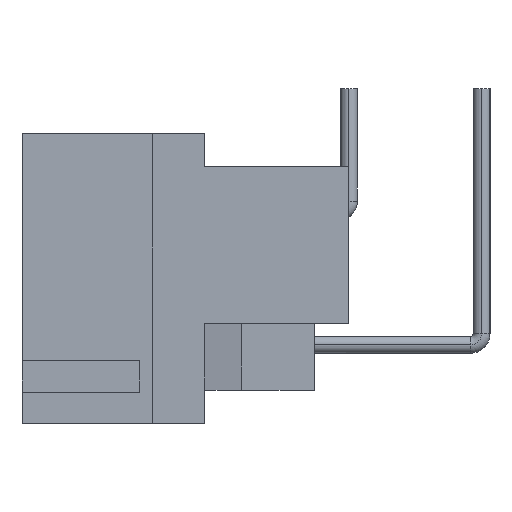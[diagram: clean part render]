
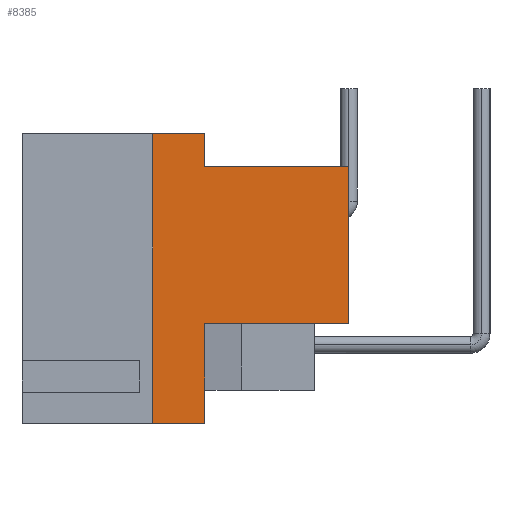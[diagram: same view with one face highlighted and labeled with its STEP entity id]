
A CAD part, left-side view. The second image highlights one B-rep face of the part: STEP entity #8385.
In plain terms, the highlighted planar face has unit normal (-1, 0, 0).
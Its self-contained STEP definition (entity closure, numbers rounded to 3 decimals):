
#173=DIRECTION('',(0.,0.,1.));
#174=VECTOR('',#173,3.83);
#175=CARTESIAN_POINT('',(-27.,-7.,-5.55));
#176=LINE('4417',#175,#174);
#177=DIRECTION('',(0.,-1.,0.));
#178=VECTOR('',#177,2.);
#179=CARTESIAN_POINT('',(-27.,-5.,-5.55));
#180=LINE('4407',#179,#178);
#181=DIRECTION('',(0.,0.,-1.));
#182=VECTOR('',#181,11.1);
#183=CARTESIAN_POINT('',(-27.,-5.,5.55));
#184=LINE('4406',#183,#182);
#185=DIRECTION('',(0.,1.,0.));
#186=VECTOR('',#185,2.);
#187=CARTESIAN_POINT('',(-27.,-7.,5.55));
#188=LINE('4405',#187,#186);
#189=DIRECTION('',(0.,0.,1.));
#190=VECTOR('',#189,1.27);
#191=CARTESIAN_POINT('',(-27.,-7.,4.28));
#192=LINE('4418',#191,#190);
#193=DIRECTION('',(0.,1.,0.));
#194=VECTOR('',#193,5.5);
#195=CARTESIAN_POINT('',(-27.,-12.5,4.28));
#196=LINE('4413',#195,#194);
#201=DIRECTION('',(0.,-1.,0.));
#202=VECTOR('',#201,5.5);
#203=CARTESIAN_POINT('',(-27.,-7.,-1.72));
#204=LINE('4414',#203,#202);
#1525=DIRECTION('',(0.,0.,1.));
#1526=VECTOR('',#1525,6.);
#1527=CARTESIAN_POINT('',(-27.,-12.5,-1.72));
#1528=LINE('4388',#1527,#1526);
#6363=CARTESIAN_POINT('',(-27.,-12.5,4.28));
#6364=VERTEX_POINT('',#6363);
#6917=CARTESIAN_POINT('',(-27.,-12.5,-1.72));
#6919=VERTEX_POINT('',#6917);
#6949=CARTESIAN_POINT('',(-27.,-7.,5.55));
#6950=CARTESIAN_POINT('',(-27.,-5.,5.55));
#6951=VERTEX_POINT('',#6949);
#6952=VERTEX_POINT('',#6950);
#6953=CARTESIAN_POINT('',(-27.,-5.,-5.55));
#6954=VERTEX_POINT('',#6953);
#6955=CARTESIAN_POINT('',(-27.,-7.,-5.55));
#6956=VERTEX_POINT('',#6955);
#6965=CARTESIAN_POINT('',(-27.,-7.,-1.72));
#6966=VERTEX_POINT('',#6965);
#6967=CARTESIAN_POINT('',(-27.,-7.,4.28));
#6968=VERTEX_POINT('',#6967);
#8365=CARTESIAN_POINT('',(-27.,0.,-5.55));
#8366=DIRECTION('',(-1.,0.,0.));
#8367=DIRECTION('',(0.,0.,1.));
#8368=AXIS2_PLACEMENT_3D('',#8365,#8366,#8367);
#8369=PLANE('3578',#8368);
#8371=ORIENTED_EDGE('4414',*,*,#8370,.F.);
#8373=ORIENTED_EDGE('4417',*,*,#8372,.F.);
#8375=ORIENTED_EDGE('4407',*,*,#8374,.F.);
#8377=ORIENTED_EDGE('4406',*,*,#8376,.F.);
#8378=ORIENTED_EDGE('4405',*,*,#8285,.F.);
#8379=ORIENTED_EDGE('4418',*,*,#8360,.F.);
#8380=ORIENTED_EDGE('4413',*,*,#8335,.F.);
#8382=ORIENTED_EDGE('4388',*,*,#8381,.F.);
#8383=EDGE_LOOP('3578',(#8371,#8373,#8375,#8377,#8378,#8379,#8380,#8382));
#8384=FACE_OUTER_BOUND('3578',#8383,.F.);
#8385=ADVANCED_FACE('3578',(#8384),#8369,.T.);
#8285=EDGE_CURVE('4405',#6951,#6952,#188,.T.);
#8335=EDGE_CURVE('4413',#6364,#6968,#196,.T.);
#8360=EDGE_CURVE('4418',#6968,#6951,#192,.T.);
#8370=EDGE_CURVE('4414',#6966,#6919,#204,.T.);
#8372=EDGE_CURVE('4417',#6956,#6966,#176,.T.);
#8374=EDGE_CURVE('4407',#6954,#6956,#180,.T.);
#8376=EDGE_CURVE('4406',#6952,#6954,#184,.T.);
#8381=EDGE_CURVE('4388',#6919,#6364,#1528,.T.);
